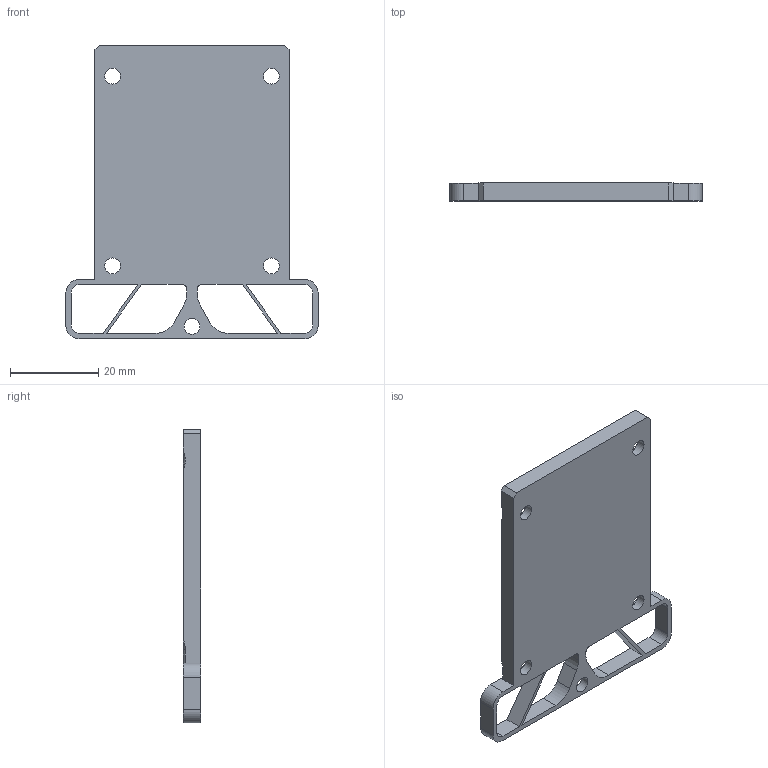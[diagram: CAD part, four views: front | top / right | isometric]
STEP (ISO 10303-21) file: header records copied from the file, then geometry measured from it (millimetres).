
FILE_DESCRIPTION(/* description */ (''),/* implementation_level */ '2;1');
FILE_NAME(/* name */ 'rear_inlet_template.step',/* time_stamp */ '2023-11-02T13:12:50-05:00',/* author */ (''),/* organization */ (''),/* preprocessor_version */ 'ST-DEVELOPER v20',/* originating_system */ 'Autodesk Translation Framework v12.14.0.127',/* authorisation */ '');
FILE_SCHEMA (('AUTOMOTIVE_DESIGN { 1 0 10303 214 3 1 1 }'));
Length unit declared in the file: millimetre
Products named in the file (2): Rear Inlet Standard; rear_inlet_base
Assembly tree (1 placements, depth 2):
  Rear Inlet Standard
    rear_inlet_base
Bounding box: 57.2 x 4 x 66.5 mm (x, y, z)
Volume: 9770.5 mm3; surface area: 6993.6 mm2
Topology: 1 solids, 1 shells, 79 faces, 223 edges, 146 vertices
Faces by surface type: plane 47, cylinder 26, cone 4, bspline 2
Full cylindrical faces by diameter (mm): 3.6 x5, 6 x2
Entity records: 2685 total; most frequent: CARTESIAN_POINT 517, ORIENTED_EDGE 446, DIRECTION 431, EDGE_CURVE 223, LINE 159, VECTOR 159, VERTEX_POINT 146, AXIS2_PLACEMENT_3D 136
